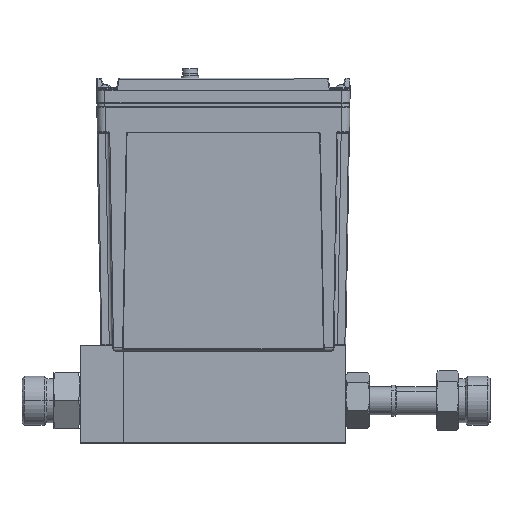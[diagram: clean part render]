
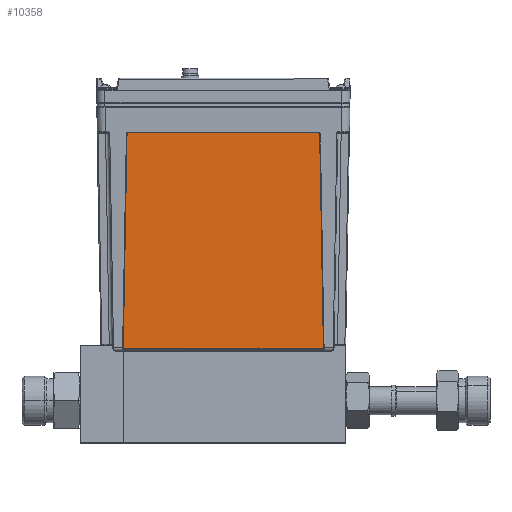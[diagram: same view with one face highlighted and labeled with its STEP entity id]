
A CAD part, top view. The second image highlights one B-rep face of the part: STEP entity #10358.
In plain terms, the highlighted planar face has unit normal (0, -0.018, 1).
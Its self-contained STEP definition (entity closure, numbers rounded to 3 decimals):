
#830 = VECTOR ( 'NONE', #33125, 1000. ) ;
#868 = AXIS2_PLACEMENT_3D ( 'NONE', #30808, #17662, #25619 ) ;
#1326 = VERTEX_POINT ( 'NONE', #4182 ) ;
#1654 = VECTOR ( 'NONE', #25062, 1000. ) ;
#1917 = CARTESIAN_POINT ( 'NONE',  ( -25.057, 117.829, 26.159 ) ) ;
#2325 = AXIS2_PLACEMENT_3D ( 'NONE', #18031, #33429, #13466 ) ;
#2340 = ORIENTED_EDGE ( 'NONE', *, *, #22970, .T. ) ;
#2980 = AXIS2_PLACEMENT_3D ( 'NONE', #22440, #5162, #21452 ) ;
#4182 = CARTESIAN_POINT ( 'NONE',  ( 20.07, 21.079, 24.47 ) ) ;
#5143 = EDGE_LOOP ( 'NONE', ( #21201, #15791, #29552, #18819, #5931, #2340, #14939, #25442 ) ) ;
#5162 = DIRECTION ( 'NONE',  ( 0., -0.017, 1. ) ) ;
#5263 = VERTEX_POINT ( 'NONE', #9830 ) ;
#5931 = ORIENTED_EDGE ( 'NONE', *, *, #13051, .T. ) ;
#6263 = CARTESIAN_POINT ( 'NONE',  ( 18.377, 117.829, 26.159 ) ) ;
#6357 = DIRECTION ( 'NONE',  ( 1., 0., 0. ) ) ;
#6383 = VERTEX_POINT ( 'NONE', #31633 ) ;
#6930 = LINE ( 'NONE', #13712, #23324 ) ;
#8099 = CARTESIAN_POINT ( 'NONE',  ( 19.562, 20.562, 24.461 ) ) ;
#8480 = CIRCLE ( 'NONE', #2325, 0.508 ) ;
#9084 = VECTOR ( 'NONE', #27861, 1000. ) ;
#9117 = CIRCLE ( 'NONE', #2980, 0.508 ) ;
#9830 = CARTESIAN_POINT ( 'NONE',  ( -68.5, 117.33, 26.15 ) ) ;
#10358 = ADVANCED_FACE ( 'NONE', ( #11502 ), #17056, .T. ) ;
#11502 = FACE_OUTER_BOUND ( 'NONE', #5143, .T. ) ;
#12145 = CARTESIAN_POINT ( 'NONE',  ( 18.386, 117.33, 26.15 ) ) ;
#12456 = CARTESIAN_POINT ( 'NONE',  ( -68.491, 117.829, 26.159 ) ) ;
#13051 = EDGE_CURVE ( 'NONE', #17647, #6383, #25119, .T. ) ;
#13109 = VERTEX_POINT ( 'NONE', #21782 ) ;
#13242 = CARTESIAN_POINT ( 'NONE',  ( 17.878, 117.829, 26.159 ) ) ;
#13466 = DIRECTION ( 'NONE',  ( 1., 0., 0. ) ) ;
#13712 = CARTESIAN_POINT ( 'NONE',  ( 20.079, 20.562, 24.461 ) ) ;
#14380 = VERTEX_POINT ( 'NONE', #14782 ) ;
#14782 = CARTESIAN_POINT ( 'NONE',  ( -70.184, 21.079, 24.47 ) ) ;
#14939 = ORIENTED_EDGE ( 'NONE', *, *, #23904, .T. ) ;
#15791 = ORIENTED_EDGE ( 'NONE', *, *, #32147, .T. ) ;
#17056 = PLANE ( 'NONE',  #29825 ) ;
#17647 = VERTEX_POINT ( 'NONE', #13242 ) ;
#17662 = DIRECTION ( 'NONE',  ( 0., -0.017, 1. ) ) ;
#17960 = VERTEX_POINT ( 'NONE', #12145 ) ;
#18031 = CARTESIAN_POINT ( 'NONE',  ( 19.562, 21.07, 24.47 ) ) ;
#18819 = ORIENTED_EDGE ( 'NONE', *, *, #22820, .T. ) ;
#18951 = EDGE_CURVE ( 'NONE', #14380, #13109, #29255, .T. ) ;
#20671 = EDGE_CURVE ( 'NONE', #13109, #28236, #22956, .T. ) ;
#21201 = ORIENTED_EDGE ( 'NONE', *, *, #20671, .T. ) ;
#21452 = DIRECTION ( 'NONE',  ( 1., 0., 0. ) ) ;
#21670 = DIRECTION ( 'NONE',  ( 0., -0.017, 1. ) ) ;
#21782 = CARTESIAN_POINT ( 'NONE',  ( -69.676, 20.562, 24.461 ) ) ;
#22440 = CARTESIAN_POINT ( 'NONE',  ( -67.992, 117.321, 26.15 ) ) ;
#22820 = EDGE_CURVE ( 'NONE', #17960, #17647, #34915, .T. ) ;
#22956 = LINE ( 'NONE', #35031, #830 ) ;
#22970 = EDGE_CURVE ( 'NONE', #6383, #5263, #9117, .T. ) ;
#23324 = VECTOR ( 'NONE', #23550, 1000. ) ;
#23550 = DIRECTION ( 'NONE',  ( -0.017, 1., 0.017 ) ) ;
#23904 = EDGE_CURVE ( 'NONE', #5263, #14380, #32393, .T. ) ;
#25062 = DIRECTION ( 'NONE',  ( -1., 0., 0. ) ) ;
#25119 = LINE ( 'NONE', #6263, #1654 ) ;
#25442 = ORIENTED_EDGE ( 'NONE', *, *, #18951, .T. ) ;
#25619 = DIRECTION ( 'NONE',  ( 1., 0., 0. ) ) ;
#27861 = DIRECTION ( 'NONE',  ( -0.017, -1., -0.017 ) ) ;
#27970 = EDGE_CURVE ( 'NONE', #1326, #17960, #6930, .T. ) ;
#28236 = VERTEX_POINT ( 'NONE', #8099 ) ;
#29251 = AXIS2_PLACEMENT_3D ( 'NONE', #33218, #33406, #33467 ) ;
#29255 = CIRCLE ( 'NONE', #29251, 0.508 ) ;
#29552 = ORIENTED_EDGE ( 'NONE', *, *, #27970, .T. ) ;
#29825 = AXIS2_PLACEMENT_3D ( 'NONE', #1917, #21670, #6357 ) ;
#30808 = CARTESIAN_POINT ( 'NONE',  ( 17.878, 117.321, 26.15 ) ) ;
#31633 = CARTESIAN_POINT ( 'NONE',  ( -67.992, 117.829, 26.159 ) ) ;
#32147 = EDGE_CURVE ( 'NONE', #28236, #1326, #8480, .T. ) ;
#32393 = LINE ( 'NONE', #12456, #9084 ) ;
#33125 = DIRECTION ( 'NONE',  ( 1., 0., 0. ) ) ;
#33218 = CARTESIAN_POINT ( 'NONE',  ( -69.676, 21.07, 24.47 ) ) ;
#33406 = DIRECTION ( 'NONE',  ( 0., -0.017, 1. ) ) ;
#33429 = DIRECTION ( 'NONE',  ( 0., -0.017, 1. ) ) ;
#33467 = DIRECTION ( 'NONE',  ( 1., 0., 0. ) ) ;
#34915 = CIRCLE ( 'NONE', #868, 0.508 ) ;
#35031 = CARTESIAN_POINT ( 'NONE',  ( -70.193, 20.562, 24.461 ) ) ;
